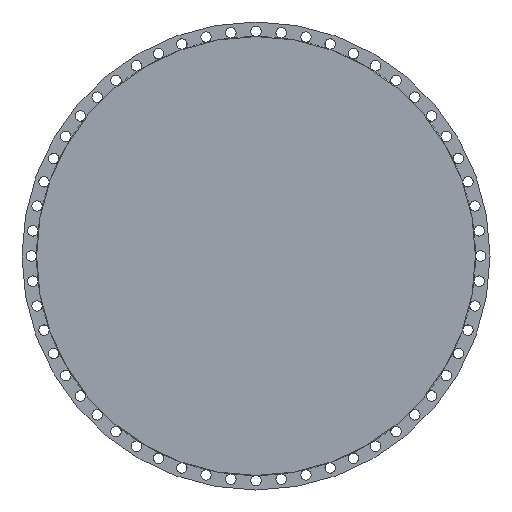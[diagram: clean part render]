
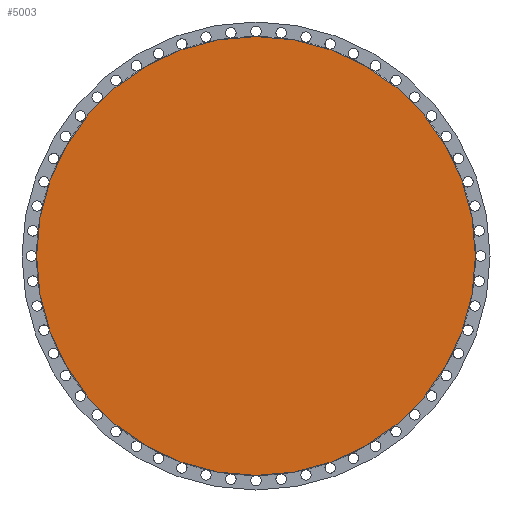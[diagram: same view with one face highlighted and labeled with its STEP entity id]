
A CAD part, left-side view. The second image highlights one B-rep face of the part: STEP entity #5003.
In plain terms, the highlighted planar face has unit normal (-1, 0, 0).
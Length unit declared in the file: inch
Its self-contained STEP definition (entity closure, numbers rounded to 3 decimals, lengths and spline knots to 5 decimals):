
#14 = CARTESIAN_POINT ( 'NONE',  ( 0., 0., 0. ) ) ;
#23 = EDGE_LOOP ( 'NONE', ( #3995, #2009 ) ) ;
#198 = AXIS2_PLACEMENT_3D ( 'NONE', #2015, #1594, #3983 ) ;
#223 = EDGE_CURVE ( 'NONE', #2589, #750, #4521, .T. ) ;
#304 = EDGE_CURVE ( 'NONE', #750, #2589, #3935, .T. ) ;
#750 = VERTEX_POINT ( 'NONE', #4184 ) ;
#1572 = DIRECTION ( 'NONE',  ( 0., 0., 1. ) ) ;
#1594 = DIRECTION ( 'NONE',  ( -1., 0., 0. ) ) ;
#2009 = ORIENTED_EDGE ( 'NONE', *, *, #304, .T. ) ;
#2015 = CARTESIAN_POINT ( 'NONE',  ( 0., 0., 0. ) ) ;
#2122 = DIRECTION ( 'NONE',  ( 0., 0., 1. ) ) ;
#2589 = VERTEX_POINT ( 'NONE', #3632 ) ;
#2805 = FACE_OUTER_BOUND ( 'NONE', #23, .T. ) ;
#2938 = CARTESIAN_POINT ( 'NONE',  ( 0., 0., 0. ) ) ;
#3632 = CARTESIAN_POINT ( 'NONE',  ( 0., 0., 26.25 ) ) ;
#3935 = CIRCLE ( 'NONE', #5103, 26.25 ) ;
#3983 = DIRECTION ( 'NONE',  ( 0., 0., 1. ) ) ;
#3995 = ORIENTED_EDGE ( 'NONE', *, *, #223, .T. ) ;
#4184 = CARTESIAN_POINT ( 'NONE',  ( 0., 0., -26.25 ) ) ;
#4462 = PLANE ( 'NONE',  #5129 ) ;
#4521 = CIRCLE ( 'NONE', #198, 26.25 ) ;
#4537 = DIRECTION ( 'NONE',  ( -1., 0., 0. ) ) ;
#5003 = ADVANCED_FACE ( 'NONE', ( #2805 ), #4462, .T. ) ;
#5103 = AXIS2_PLACEMENT_3D ( 'NONE', #2938, #4537, #2122 ) ;
#5129 = AXIS2_PLACEMENT_3D ( 'NONE', #14, #5188, #1572 ) ;
#5188 = DIRECTION ( 'NONE',  ( -1., 0., 0. ) ) ;
